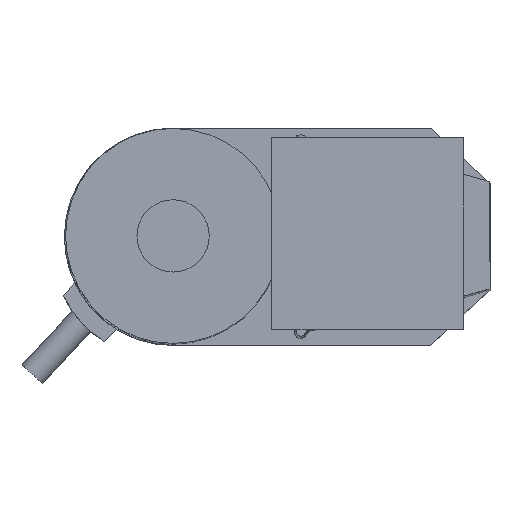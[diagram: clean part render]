
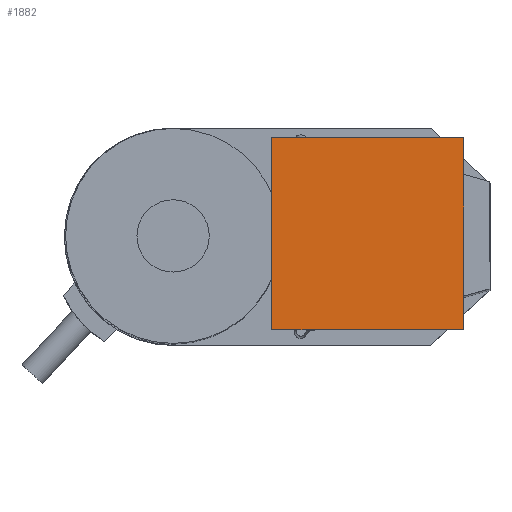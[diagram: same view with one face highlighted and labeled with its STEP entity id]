
A CAD part, top view. The second image highlights one B-rep face of the part: STEP entity #1882.
In plain terms, the highlighted face is planar.
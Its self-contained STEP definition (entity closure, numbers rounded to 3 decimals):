
#345=FACE_OUTER_BOUND('',#471,.T.);
#471=EDGE_LOOP('',(#1705,#1706,#1707,#1708));
#617=LINE('',#3820,#757);
#618=LINE('',#3823,#758);
#619=LINE('',#3825,#759);
#620=LINE('',#3826,#760);
#757=VECTOR('',#2667,10.);
#758=VECTOR('',#2670,10.);
#759=VECTOR('',#2671,10.);
#760=VECTOR('',#2672,10.);
#936=VERTEX_POINT('',#3816);
#937=VERTEX_POINT('',#3818);
#938=VERTEX_POINT('',#3822);
#939=VERTEX_POINT('',#3824);
#1197=EDGE_CURVE('',#936,#937,#617,.T.);
#1198=EDGE_CURVE('',#938,#936,#618,.T.);
#1199=EDGE_CURVE('',#939,#937,#619,.T.);
#1200=EDGE_CURVE('',#938,#939,#620,.T.);
#1705=ORIENTED_EDGE('',*,*,#1198,.T.);
#1706=ORIENTED_EDGE('',*,*,#1197,.T.);
#1707=ORIENTED_EDGE('',*,*,#1199,.F.);
#1708=ORIENTED_EDGE('',*,*,#1200,.F.);
#1778=PLANE('',#2117);
#1882=ADVANCED_FACE('',(#345),#1778,.T.);
#2117=AXIS2_PLACEMENT_3D('',#3821,#2668,#2669);
#2667=DIRECTION('',(0.,1.,0.));
#2668=DIRECTION('center_axis',(0.,0.,-1.));
#2669=DIRECTION('ref_axis',(-1.,0.,0.));
#2670=DIRECTION('',(-1.,0.,0.));
#2671=DIRECTION('',(-1.,0.,0.));
#2672=DIRECTION('',(0.,1.,0.));
#3816=CARTESIAN_POINT('',(-17.,-1.,-17.));
#3818=CARTESIAN_POINT('',(-17.,33.,-17.));
#3820=CARTESIAN_POINT('',(-17.,-1.,-17.));
#3821=CARTESIAN_POINT('Origin',(17.,-1.,-17.));
#3822=CARTESIAN_POINT('',(17.,-1.,-17.));
#3823=CARTESIAN_POINT('',(17.,-1.,-17.));
#3824=CARTESIAN_POINT('',(17.,33.,-17.));
#3825=CARTESIAN_POINT('',(17.,33.,-17.));
#3826=CARTESIAN_POINT('',(17.,-1.,-17.));
